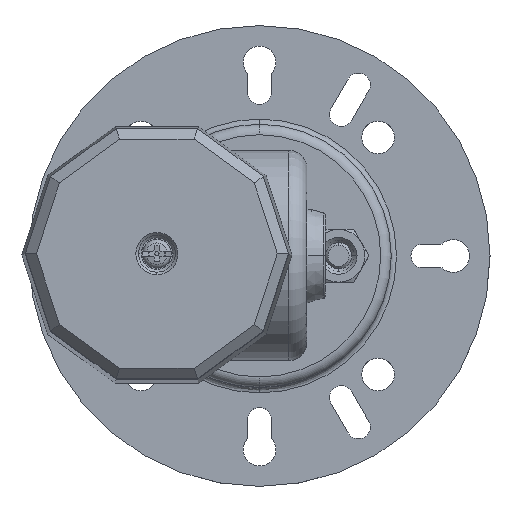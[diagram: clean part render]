
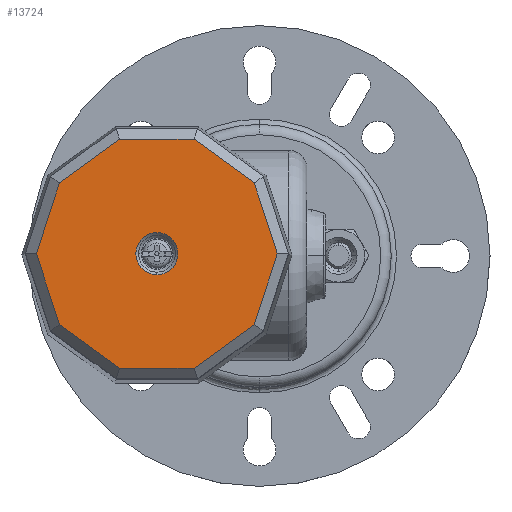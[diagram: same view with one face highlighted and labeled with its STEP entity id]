
A CAD part, top view. The second image highlights one B-rep face of the part: STEP entity #13724.
In plain terms, the highlighted planar face has unit normal (0, 0, 1).
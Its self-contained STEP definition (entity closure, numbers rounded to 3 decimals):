
#66 = ORIENTED_EDGE ( 'NONE', *, *, #4510, .F. ) ;
#272 = LINE ( 'NONE', #5275, #5019 ) ;
#655 = VERTEX_POINT ( 'NONE', #13974 ) ;
#817 = CARTESIAN_POINT ( 'NONE',  ( -26.567, 21.75, 306. ) ) ;
#873 = DIRECTION ( 'NONE',  ( 0., -1., 0. ) ) ;
#1272 = CARTESIAN_POINT ( 'NONE',  ( -26.567, -21.75, 306. ) ) ;
#1349 = DIRECTION ( 'NONE',  ( 0.809, 0.588, 0. ) ) ;
#1536 = VECTOR ( 'NONE', #13581, 1000. ) ;
#1678 = FACE_BOUND ( 'NONE', #8826, .T. ) ;
#1694 = EDGE_CURVE ( 'NONE', #11112, #13292, #4082, .T. ) ;
#1828 = CARTESIAN_POINT ( 'NONE',  ( -38.002, 13.442, 306. ) ) ;
#1939 = CARTESIAN_POINT ( 'NONE',  ( 3.369, 0., 306. ) ) ;
#2043 = VECTOR ( 'NONE', #10928, 1000. ) ;
#2044 = EDGE_CURVE ( 'NONE', #7808, #15060, #8667, .T. ) ;
#2466 = CARTESIAN_POINT ( 'NONE',  ( -19.5, 0., 306. ) ) ;
#2504 = ORIENTED_EDGE ( 'NONE', *, *, #1694, .F. ) ;
#2889 = EDGE_CURVE ( 'NONE', #14914, #7022, #8852, .T. ) ;
#2893 = CARTESIAN_POINT ( 'NONE',  ( -26.567, 21.75, 306. ) ) ;
#2914 = EDGE_CURVE ( 'NONE', #655, #13098, #14161, .T. ) ;
#3040 = ORIENTED_EDGE ( 'NONE', *, *, #8789, .F. ) ;
#3256 = EDGE_CURVE ( 'NONE', #15476, #7808, #8592, .T. ) ;
#3369 = DIRECTION ( 'NONE',  ( 1., 0., 0. ) ) ;
#3481 = LINE ( 'NONE', #13159, #2043 ) ;
#3533 = VECTOR ( 'NONE', #1349, 1000. ) ;
#3573 = LINE ( 'NONE', #13879, #3533 ) ;
#4000 = VECTOR ( 'NONE', #14846, 1000. ) ;
#4082 = CIRCLE ( 'NONE', #11391, 4. ) ;
#4265 = ORIENTED_EDGE ( 'NONE', *, *, #2044, .F. ) ;
#4455 = PLANE ( 'NONE',  #14434 ) ;
#4510 = EDGE_CURVE ( 'NONE', #7022, #15476, #3481, .T. ) ;
#4551 = LINE ( 'NONE', #1939, #11653 ) ;
#4640 = DIRECTION ( 'NONE',  ( 0., 0., 1. ) ) ;
#4642 = VERTEX_POINT ( 'NONE', #2893 ) ;
#4697 = ORIENTED_EDGE ( 'NONE', *, *, #2914, .F. ) ;
#4728 = CARTESIAN_POINT ( 'NONE',  ( -26.567, -21.75, 306. ) ) ;
#4833 = DIRECTION ( 'NONE',  ( -0.809, -0.588, 0. ) ) ;
#4856 = LINE ( 'NONE', #9854, #4000 ) ;
#5019 = VECTOR ( 'NONE', #5366, 1000. ) ;
#5275 = CARTESIAN_POINT ( 'NONE',  ( -42.369, 0., 306. ) ) ;
#5366 = DIRECTION ( 'NONE',  ( 0.309, 0.951, 0. ) ) ;
#5399 = VERTEX_POINT ( 'NONE', #14373 ) ;
#5486 = EDGE_CURVE ( 'NONE', #13098, #14914, #4551, .T. ) ;
#5610 = CARTESIAN_POINT ( 'NONE',  ( -0.998, -13.442, 306. ) ) ;
#5679 = CARTESIAN_POINT ( 'NONE',  ( -12.433, -21.75, 306. ) ) ;
#5721 = VECTOR ( 'NONE', #4833, 1000. ) ;
#5979 = CARTESIAN_POINT ( 'NONE',  ( -0.998, -13.442, 306. ) ) ;
#6674 = FACE_OUTER_BOUND ( 'NONE', #10938, .T. ) ;
#6953 = EDGE_CURVE ( 'NONE', #15060, #16185, #272, .T. ) ;
#7022 = VERTEX_POINT ( 'NONE', #5679 ) ;
#7192 = CARTESIAN_POINT ( 'NONE',  ( -38.002, -13.442, 306. ) ) ;
#7551 = EDGE_CURVE ( 'NONE', #4642, #5399, #8296, .T. ) ;
#7808 = VERTEX_POINT ( 'NONE', #9179 ) ;
#8296 = LINE ( 'NONE', #817, #10787 ) ;
#8424 = DIRECTION ( 'NONE',  ( -0.309, 0.951, 0. ) ) ;
#8592 = LINE ( 'NONE', #4728, #1536 ) ;
#8667 = LINE ( 'NONE', #7192, #12265 ) ;
#8789 = EDGE_CURVE ( 'NONE', #13292, #11112, #15473, .T. ) ;
#8826 = EDGE_LOOP ( 'NONE', ( #3040, #2504 ) ) ;
#8852 = LINE ( 'NONE', #5979, #5721 ) ;
#9094 = DIRECTION ( 'NONE',  ( 0., -1., 0. ) ) ;
#9179 = CARTESIAN_POINT ( 'NONE',  ( -38.002, -13.442, 306. ) ) ;
#9711 = ORIENTED_EDGE ( 'NONE', *, *, #11905, .F. ) ;
#9854 = CARTESIAN_POINT ( 'NONE',  ( -12.433, 21.75, 306. ) ) ;
#10161 = ORIENTED_EDGE ( 'NONE', *, *, #6953, .F. ) ;
#10404 = DIRECTION ( 'NONE',  ( 0.309, -0.951, 0. ) ) ;
#10429 = VECTOR ( 'NONE', #10404, 1000. ) ;
#10444 = CARTESIAN_POINT ( 'NONE',  ( 5.656, -23.925, 306. ) ) ;
#10567 = CARTESIAN_POINT ( 'NONE',  ( 3.369, 0., 306. ) ) ;
#10787 = VECTOR ( 'NONE', #3369, 1000. ) ;
#10928 = DIRECTION ( 'NONE',  ( -1., 0., 0. ) ) ;
#10938 = EDGE_LOOP ( 'NONE', ( #13923, #66, #13162, #12132, #4697, #9711, #11087, #12172, #10161, #4265 ) ) ;
#11087 = ORIENTED_EDGE ( 'NONE', *, *, #7551, .F. ) ;
#11112 = VERTEX_POINT ( 'NONE', #15571 ) ;
#11139 = DIRECTION ( 'NONE',  ( 0., 0., 1. ) ) ;
#11391 = AXIS2_PLACEMENT_3D ( 'NONE', #2466, #11139, #9094 ) ;
#11653 = VECTOR ( 'NONE', #15682, 1000. ) ;
#11905 = EDGE_CURVE ( 'NONE', #5399, #655, #4856, .T. ) ;
#12096 = CARTESIAN_POINT ( 'NONE',  ( -19.5, 0., 306. ) ) ;
#12132 = ORIENTED_EDGE ( 'NONE', *, *, #5486, .F. ) ;
#12172 = ORIENTED_EDGE ( 'NONE', *, *, #15598, .F. ) ;
#12265 = VECTOR ( 'NONE', #8424, 1000. ) ;
#12607 = CARTESIAN_POINT ( 'NONE',  ( -0.998, 13.442, 306. ) ) ;
#12676 = CARTESIAN_POINT ( 'NONE',  ( -19.5, 4., 306. ) ) ;
#13098 = VERTEX_POINT ( 'NONE', #10567 ) ;
#13159 = CARTESIAN_POINT ( 'NONE',  ( -12.433, -21.75, 306. ) ) ;
#13162 = ORIENTED_EDGE ( 'NONE', *, *, #2889, .F. ) ;
#13292 = VERTEX_POINT ( 'NONE', #12676 ) ;
#13581 = DIRECTION ( 'NONE',  ( -0.809, 0.588, 0. ) ) ;
#13724 = ADVANCED_FACE ( 'NONE', ( #1678, #6674 ), #4455, .T. ) ;
#13879 = CARTESIAN_POINT ( 'NONE',  ( -38.002, 13.442, 306. ) ) ;
#13923 = ORIENTED_EDGE ( 'NONE', *, *, #3256, .F. ) ;
#13974 = CARTESIAN_POINT ( 'NONE',  ( -0.998, 13.442, 306. ) ) ;
#14161 = LINE ( 'NONE', #12607, #10429 ) ;
#14206 = DIRECTION ( 'NONE',  ( 1., 0., 0. ) ) ;
#14373 = CARTESIAN_POINT ( 'NONE',  ( -12.433, 21.75, 306. ) ) ;
#14434 = AXIS2_PLACEMENT_3D ( 'NONE', #10444, #15435, #14206 ) ;
#14846 = DIRECTION ( 'NONE',  ( 0.809, -0.588, 0. ) ) ;
#14914 = VERTEX_POINT ( 'NONE', #5610 ) ;
#14930 = CARTESIAN_POINT ( 'NONE',  ( -42.369, 0., 306. ) ) ;
#15060 = VERTEX_POINT ( 'NONE', #14930 ) ;
#15435 = DIRECTION ( 'NONE',  ( 0., 0., 1. ) ) ;
#15473 = CIRCLE ( 'NONE', #15992, 4. ) ;
#15476 = VERTEX_POINT ( 'NONE', #1272 ) ;
#15571 = CARTESIAN_POINT ( 'NONE',  ( -19.5, -4., 306. ) ) ;
#15598 = EDGE_CURVE ( 'NONE', #16185, #4642, #3573, .T. ) ;
#15682 = DIRECTION ( 'NONE',  ( -0.309, -0.951, 0. ) ) ;
#15992 = AXIS2_PLACEMENT_3D ( 'NONE', #12096, #4640, #873 ) ;
#16185 = VERTEX_POINT ( 'NONE', #1828 ) ;
